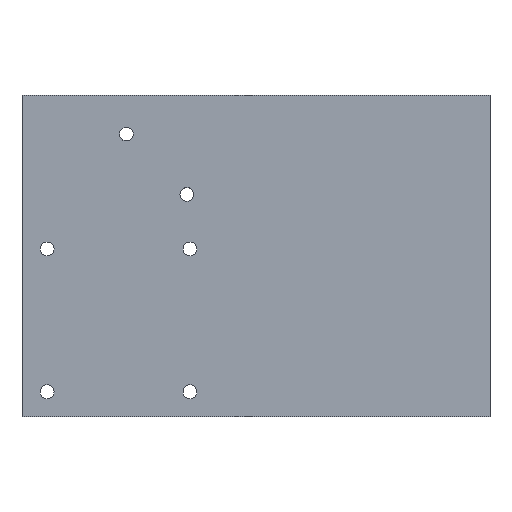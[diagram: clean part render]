
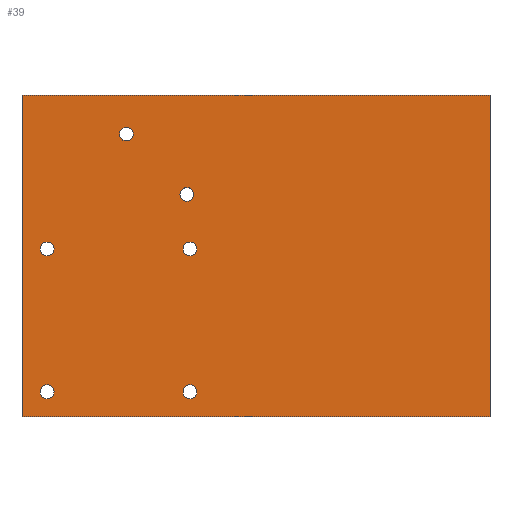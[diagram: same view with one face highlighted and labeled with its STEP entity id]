
A CAD part, top view. The second image highlights one B-rep face of the part: STEP entity #39.
In plain terms, the highlighted planar face has unit normal (0, 0, 1).
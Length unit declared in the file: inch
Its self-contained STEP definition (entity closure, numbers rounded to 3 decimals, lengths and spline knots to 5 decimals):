
#2 = EDGE_CURVE ( 'NONE', #150, #328, #224, .T. ) ;
#4 = DIRECTION ( 'NONE',  ( 0., 0., 1. ) ) ;
#9 = DIRECTION ( 'NONE',  ( 1., 0., 0. ) ) ;
#10 = CARTESIAN_POINT ( 'NONE',  ( 1.37618, 1.43524, 0.25 ) ) ;
#11 = DIRECTION ( 'NONE',  ( 1., 0., 0. ) ) ;
#16 = CARTESIAN_POINT ( 'NONE',  ( 1.35024, 1.90071, 0.25 ) ) ;
#24 = EDGE_CURVE ( 'NONE', #667, #72, #240, .T. ) ;
#27 = ORIENTED_EDGE ( 'NONE', *, *, #24, .T. ) ;
#31 = DIRECTION ( 'NONE',  ( 0., 0., 1. ) ) ;
#33 = VERTEX_POINT ( 'NONE', #417 ) ;
#35 = ORIENTED_EDGE ( 'NONE', *, *, #225, .F. ) ;
#37 = CIRCLE ( 'NONE', #141, 0.05906 ) ;
#38 = VERTEX_POINT ( 'NONE', #10 ) ;
#39 = ADVANCED_FACE ( 'NONE', ( #216, #211, #54, #616, #437, #259, #295 ), #58, .F. ) ;
#48 = ORIENTED_EDGE ( 'NONE', *, *, #644, .F. ) ;
#54 = FACE_BOUND ( 'NONE', #444, .T. ) ;
#58 = PLANE ( 'NONE',  #448 ) ;
#66 = CARTESIAN_POINT ( 'NONE',  ( 1.40929, 1.90071, 0.25 ) ) ;
#72 = VERTEX_POINT ( 'NONE', #118 ) ;
#73 = EDGE_CURVE ( 'NONE', #72, #150, #77, .T. ) ;
#76 = DIRECTION ( 'NONE',  ( 0., 0., 1. ) ) ;
#77 = LINE ( 'NONE', #581, #498 ) ;
#83 = DIRECTION ( 'NONE',  ( 1., 0., 0. ) ) ;
#89 = DIRECTION ( 'NONE',  ( 0., 0., 1. ) ) ;
#99 = LINE ( 'NONE', #555, #113 ) ;
#102 = CARTESIAN_POINT ( 'NONE',  ( 0.27382, 1.43524, 0.25 ) ) ;
#103 = CARTESIAN_POINT ( 'NONE',  ( 1.49429, 0.21476, 0.25 ) ) ;
#105 = EDGE_CURVE ( 'NONE', #472, #250, #190, .T. ) ;
#107 = DIRECTION ( 'NONE',  ( 0., 0., -1. ) ) ;
#109 = ORIENTED_EDGE ( 'NONE', *, *, #138, .F. ) ;
#113 = VECTOR ( 'NONE', #521, 39.37008 ) ;
#118 = CARTESIAN_POINT ( 'NONE',  ( 0., 0., 0.25 ) ) ;
#120 = DIRECTION ( 'NONE',  ( 0., 1., 0. ) ) ;
#122 = CIRCLE ( 'NONE', #657, 0.05906 ) ;
#125 = DIRECTION ( 'NONE',  ( 1., 0., 0. ) ) ;
#130 = VERTEX_POINT ( 'NONE', #427 ) ;
#133 = EDGE_CURVE ( 'NONE', #332, #586, #317, .T. ) ;
#135 = CARTESIAN_POINT ( 'NONE',  ( 0.89271, 2.41729, 0.25 ) ) ;
#138 = EDGE_CURVE ( 'NONE', #341, #38, #174, .T. ) ;
#141 = AXIS2_PLACEMENT_3D ( 'NONE', #538, #440, #492 ) ;
#142 = CARTESIAN_POINT ( 'NONE',  ( 0.21476, 0.21476, 0.25 ) ) ;
#143 = CIRCLE ( 'NONE', #402, 0.05906 ) ;
#150 = VERTEX_POINT ( 'NONE', #449 ) ;
#151 = ORIENTED_EDGE ( 'NONE', *, *, #497, .F. ) ;
#155 = VECTOR ( 'NONE', #505, 39.37008 ) ;
#160 = AXIS2_PLACEMENT_3D ( 'NONE', #66, #591, #9 ) ;
#168 = EDGE_LOOP ( 'NONE', ( #628, #614 ) ) ;
#169 = CARTESIAN_POINT ( 'NONE',  ( 1.37618, 0.21476, 0.25 ) ) ;
#171 = AXIS2_PLACEMENT_3D ( 'NONE', #506, #400, #507 ) ;
#172 = CARTESIAN_POINT ( 'NONE',  ( 0.21476, 0.21476, 0.25 ) ) ;
#173 = EDGE_LOOP ( 'NONE', ( #593, #48 ) ) ;
#174 = CIRCLE ( 'NONE', #171, 0.05906 ) ;
#177 = DIRECTION ( 'NONE',  ( 0., 0., 1. ) ) ;
#181 = CARTESIAN_POINT ( 'NONE',  ( 0., 2.75, 0.25 ) ) ;
#184 = ORIENTED_EDGE ( 'NONE', *, *, #2, .T. ) ;
#190 = CIRCLE ( 'NONE', #577, 0.05906 ) ;
#204 = VERTEX_POINT ( 'NONE', #169 ) ;
#208 = CIRCLE ( 'NONE', #523, 0.05906 ) ;
#211 = FACE_BOUND ( 'NONE', #168, .T. ) ;
#215 = CARTESIAN_POINT ( 'NONE',  ( 0.89271, 2.41729, 0.25 ) ) ;
#216 = FACE_BOUND ( 'NONE', #173, .T. ) ;
#224 = LINE ( 'NONE', #525, #544 ) ;
#225 = EDGE_CURVE ( 'NONE', #283, #33, #143, .T. ) ;
#237 = EDGE_CURVE ( 'NONE', #514, #204, #37, .T. ) ;
#240 = LINE ( 'NONE', #531, #155 ) ;
#241 = DIRECTION ( 'NONE',  ( 1., 0., 0. ) ) ;
#248 = CARTESIAN_POINT ( 'NONE',  ( 1.49429, 1.43524, 0.25 ) ) ;
#250 = VERTEX_POINT ( 'NONE', #621 ) ;
#251 = DIRECTION ( 'NONE',  ( 0., 0., 1. ) ) ;
#259 = FACE_BOUND ( 'NONE', #488, .T. ) ;
#260 = ORIENTED_EDGE ( 'NONE', *, *, #313, .T. ) ;
#262 = AXIS2_PLACEMENT_3D ( 'NONE', #142, #301, #241 ) ;
#268 = EDGE_CURVE ( 'NONE', #33, #283, #528, .T. ) ;
#270 = ORIENTED_EDGE ( 'NONE', *, *, #237, .F. ) ;
#276 = AXIS2_PLACEMENT_3D ( 'NONE', #457, #396, #83 ) ;
#283 = VERTEX_POINT ( 'NONE', #404 ) ;
#295 = FACE_OUTER_BOUND ( 'NONE', #559, .T. ) ;
#301 = DIRECTION ( 'NONE',  ( 0., 0., 1. ) ) ;
#305 = EDGE_CURVE ( 'NONE', #586, #332, #518, .T. ) ;
#313 = EDGE_CURVE ( 'NONE', #328, #667, #99, .T. ) ;
#317 = CIRCLE ( 'NONE', #276, 0.05906 ) ;
#328 = VERTEX_POINT ( 'NONE', #670 ) ;
#330 = DIRECTION ( 'NONE',  ( 0., 0., 1. ) ) ;
#332 = VERTEX_POINT ( 'NONE', #102 ) ;
#341 = VERTEX_POINT ( 'NONE', #248 ) ;
#344 = EDGE_CURVE ( 'NONE', #130, #565, #365, .T. ) ;
#353 = DIRECTION ( 'NONE',  ( 1., 0., 0. ) ) ;
#358 = CARTESIAN_POINT ( 'NONE',  ( 0.21476, 1.43524, 0.25 ) ) ;
#360 = AXIS2_PLACEMENT_3D ( 'NONE', #674, #251, #467 ) ;
#365 = CIRCLE ( 'NONE', #627, 0.05906 ) ;
#366 = ORIENTED_EDGE ( 'NONE', *, *, #672, .F. ) ;
#369 = CIRCLE ( 'NONE', #160, 0.05906 ) ;
#378 = DIRECTION ( 'NONE',  ( -1., 0., 0. ) ) ;
#396 = DIRECTION ( 'NONE',  ( 0., 0., 1. ) ) ;
#400 = DIRECTION ( 'NONE',  ( 0., 0., 1. ) ) ;
#402 = AXIS2_PLACEMENT_3D ( 'NONE', #172, #76, #125 ) ;
#404 = CARTESIAN_POINT ( 'NONE',  ( 0.15571, 0.21476, 0.25 ) ) ;
#405 = CARTESIAN_POINT ( 'NONE',  ( 0.95176, 2.41729, 0.25 ) ) ;
#417 = CARTESIAN_POINT ( 'NONE',  ( 0.27382, 0.21476, 0.25 ) ) ;
#424 = CARTESIAN_POINT ( 'NONE',  ( 0., 0., 0.25 ) ) ;
#427 = CARTESIAN_POINT ( 'NONE',  ( 1.46835, 1.90071, 0.25 ) ) ;
#437 = FACE_BOUND ( 'NONE', #552, .T. ) ;
#440 = DIRECTION ( 'NONE',  ( 0., 0., 1. ) ) ;
#441 = CARTESIAN_POINT ( 'NONE',  ( 1.40929, 1.90071, 0.25 ) ) ;
#444 = EDGE_LOOP ( 'NONE', ( #109, #151 ) ) ;
#448 = AXIS2_PLACEMENT_3D ( 'NONE', #424, #107, #378 ) ;
#449 = CARTESIAN_POINT ( 'NONE',  ( 4., 0., 0.25 ) ) ;
#455 = AXIS2_PLACEMENT_3D ( 'NONE', #358, #89, #353 ) ;
#457 = CARTESIAN_POINT ( 'NONE',  ( 0.21476, 1.43524, 0.25 ) ) ;
#458 = DIRECTION ( 'NONE',  ( 1., 0., 0. ) ) ;
#462 = ORIENTED_EDGE ( 'NONE', *, *, #73, .T. ) ;
#467 = DIRECTION ( 'NONE',  ( 1., 0., 0. ) ) ;
#472 = VERTEX_POINT ( 'NONE', #405 ) ;
#484 = DIRECTION ( 'NONE',  ( 1., 0., 0. ) ) ;
#488 = EDGE_LOOP ( 'NONE', ( #504, #35 ) ) ;
#492 = DIRECTION ( 'NONE',  ( 1., 0., 0. ) ) ;
#497 = EDGE_CURVE ( 'NONE', #38, #341, #606, .T. ) ;
#498 = VECTOR ( 'NONE', #11, 39.37008 ) ;
#504 = ORIENTED_EDGE ( 'NONE', *, *, #268, .F. ) ;
#505 = DIRECTION ( 'NONE',  ( 0., -1., 0. ) ) ;
#506 = CARTESIAN_POINT ( 'NONE',  ( 1.43524, 1.43524, 0.25 ) ) ;
#507 = DIRECTION ( 'NONE',  ( 1., 0., 0. ) ) ;
#514 = VERTEX_POINT ( 'NONE', #103 ) ;
#518 = CIRCLE ( 'NONE', #455, 0.05906 ) ;
#521 = DIRECTION ( 'NONE',  ( -1., 0., 0. ) ) ;
#523 = AXIS2_PLACEMENT_3D ( 'NONE', #550, #31, #608 ) ;
#525 = CARTESIAN_POINT ( 'NONE',  ( 4., 0., 0.25 ) ) ;
#528 = CIRCLE ( 'NONE', #262, 0.05906 ) ;
#531 = CARTESIAN_POINT ( 'NONE',  ( 0., 0., 0.25 ) ) ;
#533 = DIRECTION ( 'NONE',  ( 1., 0., 0. ) ) ;
#538 = CARTESIAN_POINT ( 'NONE',  ( 1.43524, 0.21476, 0.25 ) ) ;
#541 = CARTESIAN_POINT ( 'NONE',  ( 0.15571, 1.43524, 0.25 ) ) ;
#544 = VECTOR ( 'NONE', #120, 39.37008 ) ;
#550 = CARTESIAN_POINT ( 'NONE',  ( 1.43524, 0.21476, 0.25 ) ) ;
#552 = EDGE_LOOP ( 'NONE', ( #618, #597 ) ) ;
#555 = CARTESIAN_POINT ( 'NONE',  ( 0., 2.75, 0.25 ) ) ;
#559 = EDGE_LOOP ( 'NONE', ( #27, #462, #184, #260 ) ) ;
#565 = VERTEX_POINT ( 'NONE', #16 ) ;
#577 = AXIS2_PLACEMENT_3D ( 'NONE', #135, #177, #458 ) ;
#581 = CARTESIAN_POINT ( 'NONE',  ( 0., 0., 0.25 ) ) ;
#586 = VERTEX_POINT ( 'NONE', #541 ) ;
#591 = DIRECTION ( 'NONE',  ( 0., 0., 1. ) ) ;
#593 = ORIENTED_EDGE ( 'NONE', *, *, #344, .F. ) ;
#594 = EDGE_LOOP ( 'NONE', ( #270, #366 ) ) ;
#597 = ORIENTED_EDGE ( 'NONE', *, *, #305, .F. ) ;
#603 = EDGE_CURVE ( 'NONE', #250, #472, #122, .T. ) ;
#606 = CIRCLE ( 'NONE', #360, 0.05906 ) ;
#608 = DIRECTION ( 'NONE',  ( 1., 0., 0. ) ) ;
#614 = ORIENTED_EDGE ( 'NONE', *, *, #603, .F. ) ;
#616 = FACE_BOUND ( 'NONE', #594, .T. ) ;
#618 = ORIENTED_EDGE ( 'NONE', *, *, #133, .F. ) ;
#621 = CARTESIAN_POINT ( 'NONE',  ( 0.83365, 2.41729, 0.25 ) ) ;
#627 = AXIS2_PLACEMENT_3D ( 'NONE', #441, #330, #533 ) ;
#628 = ORIENTED_EDGE ( 'NONE', *, *, #105, .F. ) ;
#644 = EDGE_CURVE ( 'NONE', #565, #130, #369, .T. ) ;
#657 = AXIS2_PLACEMENT_3D ( 'NONE', #215, #4, #484 ) ;
#667 = VERTEX_POINT ( 'NONE', #181 ) ;
#670 = CARTESIAN_POINT ( 'NONE',  ( 4., 2.75, 0.25 ) ) ;
#672 = EDGE_CURVE ( 'NONE', #204, #514, #208, .T. ) ;
#674 = CARTESIAN_POINT ( 'NONE',  ( 1.43524, 1.43524, 0.25 ) ) ;
